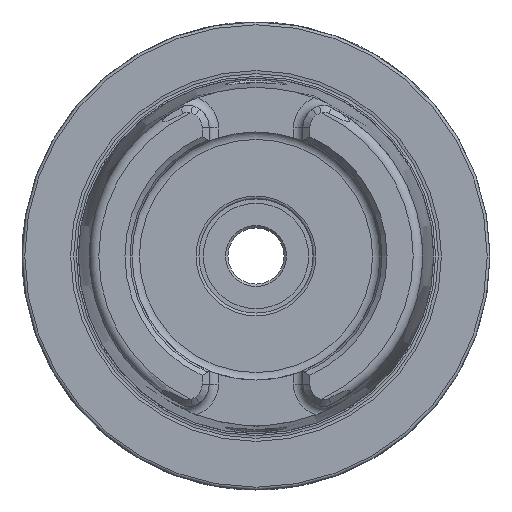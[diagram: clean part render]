
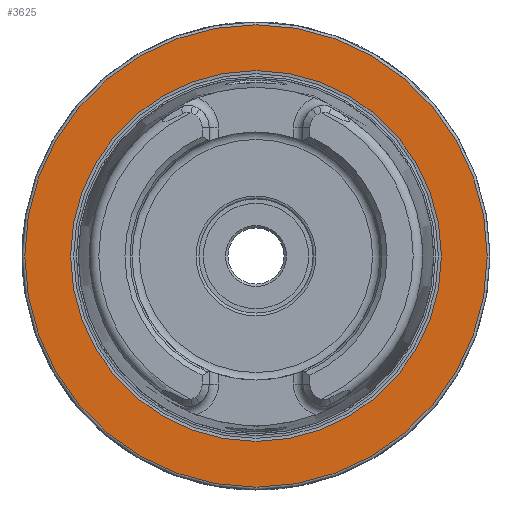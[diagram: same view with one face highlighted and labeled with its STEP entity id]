
A CAD part, left-side view. The second image highlights one B-rep face of the part: STEP entity #3625.
In plain terms, the highlighted planar face has unit normal (-1, 0, 0).
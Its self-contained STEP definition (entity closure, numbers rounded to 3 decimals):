
#173=FACE_BOUND('',#1072,.T.);
#683=PLANE('',#4052);
#850=FACE_OUTER_BOUND('',#1071,.T.);
#1071=EDGE_LOOP('',(#3014));
#1072=EDGE_LOOP('',(#3015));
#1234=CIRCLE('',#3835,49.4);
#1257=CIRCLE('',#3868,39.607);
#1510=VERTEX_POINT('',#6541);
#1530=VERTEX_POINT('',#6600);
#1910=EDGE_CURVE('',#1510,#1510,#1234,.T.);
#1939=EDGE_CURVE('',#1530,#1530,#1257,.T.);
#3014=ORIENTED_EDGE('',*,*,#1910,.T.);
#3015=ORIENTED_EDGE('',*,*,#1939,.T.);
#3625=ADVANCED_FACE('',(#850,#173),#683,.F.);
#3835=AXIS2_PLACEMENT_3D('',#6543,#4395,#4396);
#3868=AXIS2_PLACEMENT_3D('',#6602,#4467,#4468);
#4052=AXIS2_PLACEMENT_3D('',#9625,#4925,#4926);
#4395=DIRECTION('center_axis',(-1.,0.,0.));
#4396=DIRECTION('ref_axis',(0.,0.,-1.));
#4467=DIRECTION('center_axis',(1.,0.,0.));
#4468=DIRECTION('ref_axis',(0.,0.,-1.));
#4925=DIRECTION('center_axis',(1.,0.,0.));
#4926=DIRECTION('ref_axis',(0.,0.,-1.));
#6541=CARTESIAN_POINT('',(-20.,0.,49.4));
#6543=CARTESIAN_POINT('Origin',(-20.,0.,0.));
#6600=CARTESIAN_POINT('',(-20.,0.,-39.607));
#6602=CARTESIAN_POINT('Origin',(-20.,0.,0.));
#9625=CARTESIAN_POINT('Origin',(-20.,50.,0.));
